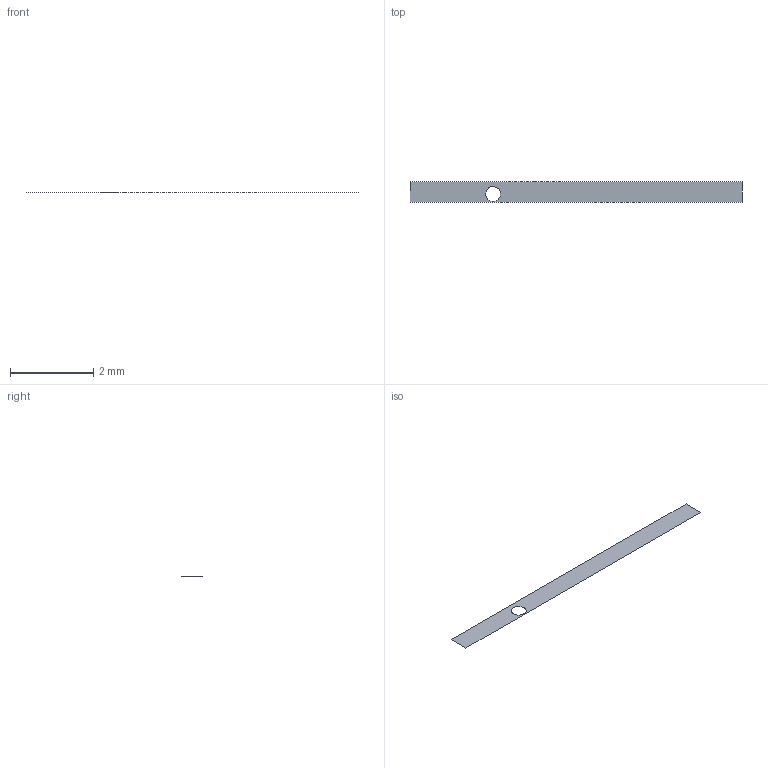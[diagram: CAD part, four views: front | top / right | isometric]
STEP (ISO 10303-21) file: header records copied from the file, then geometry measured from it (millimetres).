
FILE_DESCRIPTION(/* description */ (''),/* implementation_level */ '2;1');
FILE_NAME(/* name */ 'rectangle_circle',/* time_stamp */ '2021-06-04T14:32:05+02:00',/* author */ (''),/* organization */ (''),/* preprocessor_version */ 'ST-DEVELOPER v16.5',/* originating_system */ '',/* authorisation */ '');
FILE_SCHEMA (('AUTOMOTIVE_DESIGN'));
Length unit declared in the file: millimetre
Products named in the file (1): Document
Bounding box: 8 x 0.5 x 0 mm (x, y, z)
Surface area: 3.9 mm2 (no closed solid volume)
Topology: 0 solids, 1 shells, 1 faces, 5 edges, 5 vertices
Faces by surface type: bspline 1
Entity records: 114 total; most frequent: CARTESIAN_POINT 45, B_SPLINE_CURVE_WITH_KNOTS 8, ORIENTED_EDGE 5, PCURVE 5, DEFINITIONAL_REPRESENTATION 5, SURFACE_CURVE 5, EDGE_CURVE 5, VERTEX_POINT 5
